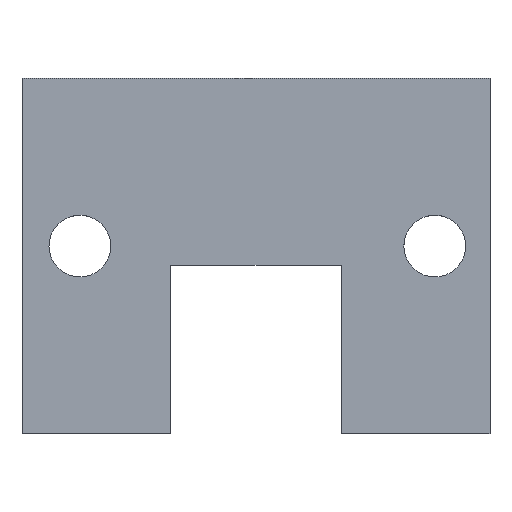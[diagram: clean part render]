
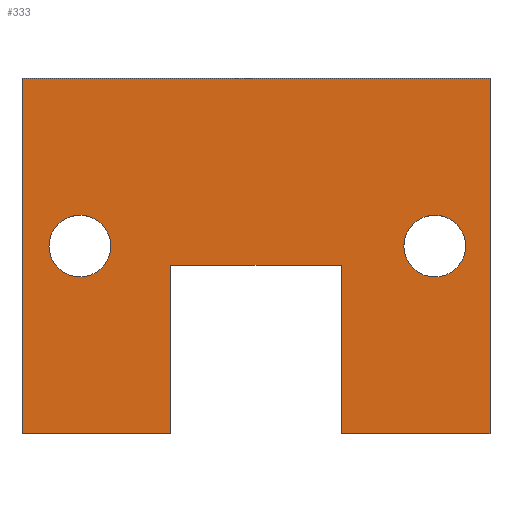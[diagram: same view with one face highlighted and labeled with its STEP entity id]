
A CAD part, top view. The second image highlights one B-rep face of the part: STEP entity #333.
In plain terms, the highlighted planar face has unit normal (0, 0, 1).
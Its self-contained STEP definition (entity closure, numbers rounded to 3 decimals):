
#3 = CARTESIAN_POINT ( 'NONE',  ( 0., 0., 4. ) ) ;
#8 = VECTOR ( 'NONE', #434, 1000. ) ;
#12 = ORIENTED_EDGE ( 'NONE', *, *, #119, .T. ) ;
#20 = DIRECTION ( 'NONE',  ( 1., 0., 0. ) ) ;
#28 = ORIENTED_EDGE ( 'NONE', *, *, #176, .F. ) ;
#29 = CARTESIAN_POINT ( 'NONE',  ( 17.05, 9., 4. ) ) ;
#34 = AXIS2_PLACEMENT_3D ( 'NONE', #269, #404, #20 ) ;
#38 = LINE ( 'NONE', #388, #83 ) ;
#42 = LINE ( 'NONE', #130, #142 ) ;
#43 = EDGE_LOOP ( 'NONE', ( #311, #432 ) ) ;
#46 = DIRECTION ( 'NONE',  ( 0., 0., 1. ) ) ;
#67 = CARTESIAN_POINT ( 'NONE',  ( 1.442, 10.032, 4. ) ) ;
#69 = EDGE_LOOP ( 'NONE', ( #360, #28 ) ) ;
#80 = EDGE_CURVE ( 'NONE', #532, #103, #486, .T. ) ;
#83 = VECTOR ( 'NONE', #505, 1000. ) ;
#93 = VECTOR ( 'NONE', #279, 1000. ) ;
#96 = CARTESIAN_POINT ( 'NONE',  ( 0., 0., 4. ) ) ;
#103 = VERTEX_POINT ( 'NONE', #344 ) ;
#108 = ORIENTED_EDGE ( 'NONE', *, *, #247, .T. ) ;
#111 = EDGE_CURVE ( 'NONE', #234, #531, #517, .T. ) ;
#112 = DIRECTION ( 'NONE',  ( -1., 0., 0. ) ) ;
#119 = EDGE_CURVE ( 'NONE', #457, #364, #474, .T. ) ;
#130 = CARTESIAN_POINT ( 'NONE',  ( 25., 0., 4. ) ) ;
#136 = CARTESIAN_POINT ( 'NONE',  ( 7.95, 9., 4. ) ) ;
#142 = VECTOR ( 'NONE', #299, 1000. ) ;
#149 = DIRECTION ( 'NONE',  ( 1., 0., 0. ) ) ;
#150 = VECTOR ( 'NONE', #202, 1000. ) ;
#153 = FACE_BOUND ( 'NONE', #69, .T. ) ;
#170 = ORIENTED_EDGE ( 'NONE', *, *, #235, .T. ) ;
#172 = LINE ( 'NONE', #3, #399 ) ;
#176 = EDGE_CURVE ( 'NONE', #370, #337, #192, .T. ) ;
#179 = DIRECTION ( 'NONE',  ( 0., 0., 1. ) ) ;
#189 = CARTESIAN_POINT ( 'NONE',  ( 3.092, 10.032, 4. ) ) ;
#192 = CIRCLE ( 'NONE', #352, 1.65 ) ;
#202 = DIRECTION ( 'NONE',  ( -1., 0., 0. ) ) ;
#206 = CARTESIAN_POINT ( 'NONE',  ( 7.95, 0., 4. ) ) ;
#210 = CARTESIAN_POINT ( 'NONE',  ( 17.05, 0., 4. ) ) ;
#214 = ORIENTED_EDGE ( 'NONE', *, *, #281, .T. ) ;
#220 = CARTESIAN_POINT ( 'NONE',  ( 3.092, 10.032, 4. ) ) ;
#222 = CIRCLE ( 'NONE', #525, 1.65 ) ;
#231 = EDGE_CURVE ( 'NONE', #531, #239, #38, .T. ) ;
#232 = CARTESIAN_POINT ( 'NONE',  ( 22.05, 10.032, 4. ) ) ;
#234 = VERTEX_POINT ( 'NONE', #245 ) ;
#235 = EDGE_CURVE ( 'NONE', #506, #335, #42, .T. ) ;
#237 = CARTESIAN_POINT ( 'NONE',  ( 25., 0., 4. ) ) ;
#239 = VERTEX_POINT ( 'NONE', #210 ) ;
#244 = VECTOR ( 'NONE', #304, 1000. ) ;
#245 = CARTESIAN_POINT ( 'NONE',  ( 7.95, 9., 4. ) ) ;
#246 = ORIENTED_EDGE ( 'NONE', *, *, #481, .T. ) ;
#247 = EDGE_CURVE ( 'NONE', #364, #458, #172, .T. ) ;
#261 = CARTESIAN_POINT ( 'NONE',  ( 17.05, 0., 4. ) ) ;
#269 = CARTESIAN_POINT ( 'NONE',  ( 22.05, 10.032, 4. ) ) ;
#270 = AXIS2_PLACEMENT_3D ( 'NONE', #516, #323, #112 ) ;
#275 = LINE ( 'NONE', #261, #445 ) ;
#279 = DIRECTION ( 'NONE',  ( 0., 1., 0. ) ) ;
#281 = EDGE_CURVE ( 'NONE', #335, #457, #429, .T. ) ;
#299 = DIRECTION ( 'NONE',  ( 0., 1., 0. ) ) ;
#301 = CIRCLE ( 'NONE', #508, 1.65 ) ;
#304 = DIRECTION ( 'NONE',  ( 1., 0., 0. ) ) ;
#311 = ORIENTED_EDGE ( 'NONE', *, *, #340, .F. ) ;
#320 = DIRECTION ( 'NONE',  ( 1., 0., 0. ) ) ;
#323 = DIRECTION ( 'NONE',  ( 0., 0., -1. ) ) ;
#333 = ADVANCED_FACE ( 'NONE', ( #529, #153, #436 ), #355, .F. ) ;
#335 = VERTEX_POINT ( 'NONE', #357 ) ;
#337 = VERTEX_POINT ( 'NONE', #431 ) ;
#340 = EDGE_CURVE ( 'NONE', #103, #532, #222, .T. ) ;
#344 = CARTESIAN_POINT ( 'NONE',  ( 23.7, 10.032, 4. ) ) ;
#352 = AXIS2_PLACEMENT_3D ( 'NONE', #189, #359, #530 ) ;
#354 = ORIENTED_EDGE ( 'NONE', *, *, #111, .T. ) ;
#355 = PLANE ( 'NONE',  #270 ) ;
#357 = CARTESIAN_POINT ( 'NONE',  ( 25., 19., 4. ) ) ;
#359 = DIRECTION ( 'NONE',  ( 0., 0., 1. ) ) ;
#360 = ORIENTED_EDGE ( 'NONE', *, *, #401, .F. ) ;
#364 = VERTEX_POINT ( 'NONE', #405 ) ;
#370 = VERTEX_POINT ( 'NONE', #67 ) ;
#372 = EDGE_CURVE ( 'NONE', #239, #506, #275, .T. ) ;
#374 = CARTESIAN_POINT ( 'NONE',  ( 20.4, 10.032, 4. ) ) ;
#380 = LINE ( 'NONE', #538, #93 ) ;
#388 = CARTESIAN_POINT ( 'NONE',  ( 17.05, 0., 4. ) ) ;
#392 = DIRECTION ( 'NONE',  ( 1., 0., 0. ) ) ;
#399 = VECTOR ( 'NONE', #471, 1000. ) ;
#401 = EDGE_CURVE ( 'NONE', #337, #370, #301, .T. ) ;
#404 = DIRECTION ( 'NONE',  ( 0., 0., 1. ) ) ;
#405 = CARTESIAN_POINT ( 'NONE',  ( 0., 0., 4. ) ) ;
#418 = ORIENTED_EDGE ( 'NONE', *, *, #372, .T. ) ;
#429 = LINE ( 'NONE', #548, #150 ) ;
#431 = CARTESIAN_POINT ( 'NONE',  ( 4.742, 10.032, 4. ) ) ;
#432 = ORIENTED_EDGE ( 'NONE', *, *, #80, .F. ) ;
#434 = DIRECTION ( 'NONE',  ( 0., -1., 0. ) ) ;
#436 = FACE_OUTER_BOUND ( 'NONE', #494, .T. ) ;
#445 = VECTOR ( 'NONE', #320, 1000. ) ;
#453 = ORIENTED_EDGE ( 'NONE', *, *, #231, .T. ) ;
#457 = VERTEX_POINT ( 'NONE', #460 ) ;
#458 = VERTEX_POINT ( 'NONE', #206 ) ;
#460 = CARTESIAN_POINT ( 'NONE',  ( 0., 19., 4. ) ) ;
#471 = DIRECTION ( 'NONE',  ( 1., 0., 0. ) ) ;
#474 = LINE ( 'NONE', #96, #8 ) ;
#481 = EDGE_CURVE ( 'NONE', #458, #234, #380, .T. ) ;
#486 = CIRCLE ( 'NONE', #34, 1.65 ) ;
#494 = EDGE_LOOP ( 'NONE', ( #12, #108, #246, #354, #453, #418, #170, #214 ) ) ;
#505 = DIRECTION ( 'NONE',  ( 0., -1., 0. ) ) ;
#506 = VERTEX_POINT ( 'NONE', #237 ) ;
#508 = AXIS2_PLACEMENT_3D ( 'NONE', #220, #179, #392 ) ;
#516 = CARTESIAN_POINT ( 'NONE',  ( 0., 0., 4. ) ) ;
#517 = LINE ( 'NONE', #136, #244 ) ;
#525 = AXIS2_PLACEMENT_3D ( 'NONE', #232, #46, #149 ) ;
#529 = FACE_BOUND ( 'NONE', #43, .T. ) ;
#530 = DIRECTION ( 'NONE',  ( 1., 0., 0. ) ) ;
#531 = VERTEX_POINT ( 'NONE', #29 ) ;
#532 = VERTEX_POINT ( 'NONE', #374 ) ;
#538 = CARTESIAN_POINT ( 'NONE',  ( 7.95, 0., 4. ) ) ;
#548 = CARTESIAN_POINT ( 'NONE',  ( 0., 19., 4. ) ) ;
